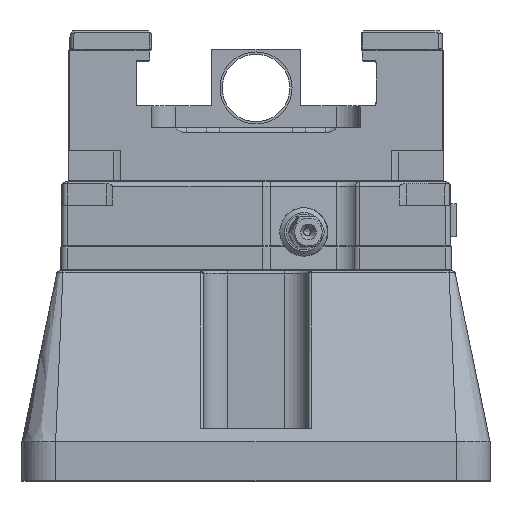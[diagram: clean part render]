
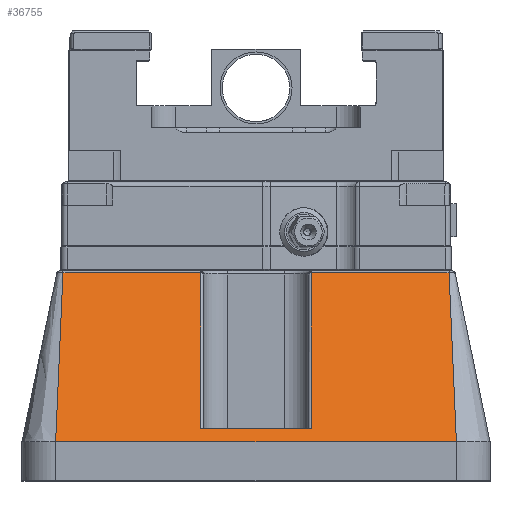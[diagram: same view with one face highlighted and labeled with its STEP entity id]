
A CAD part, front view. The second image highlights one B-rep face of the part: STEP entity #36755.
In plain terms, the highlighted planar face has unit normal (0, -0.907, 0.422).
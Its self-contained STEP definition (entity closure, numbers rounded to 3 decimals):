
#33967=CARTESIAN_POINT('',(-18.5,-98.769,-113.578));
#33968=VERTEX_POINT('',#33967);
#33976=CARTESIAN_POINT('',(-18.5,-122.908,-165.5));
#33977=VERTEX_POINT('',#33976);
#33978=CARTESIAN_POINT('',(-18.5,-122.908,-165.5));
#33979=DIRECTION('',(0.0,0.422,0.907));
#33980=VECTOR('',#33979,1.);
#33981=LINE('',#33978,#33980);
#33982=EDGE_CURVE('',#33977,#33968,#33981,.T.);
#34203=CARTESIAN_POINT('',(18.5,-98.769,-113.578));
#34204=VERTEX_POINT('',#34203);
#34228=CARTESIAN_POINT('',(18.5,-122.908,-165.5));
#34229=VERTEX_POINT('',#34228);
#34246=CARTESIAN_POINT('',(18.5,-98.769,-113.578));
#34247=DIRECTION('',(0.0,-0.422,-0.907));
#34248=VECTOR('',#34247,1.);
#34249=LINE('',#34246,#34248);
#34250=EDGE_CURVE('',#34204,#34229,#34249,.T.);
#34562=CARTESIAN_POINT('',(64.335,-98.769,-113.578));
#34563=VERTEX_POINT('',#34562);
#34564=CARTESIAN_POINT('',(64.335,-98.769,-113.578));
#34565=DIRECTION('',(-1.0,0.0,0.0));
#34566=VECTOR('',#34565,1.0);
#34567=LINE('',#34564,#34566);
#34568=EDGE_CURVE('',#34563,#34204,#34567,.T.);
#35025=CARTESIAN_POINT('',(-64.335,-98.769,-113.578));
#35026=VERTEX_POINT('',#35025);
#35027=CARTESIAN_POINT('',(-18.5,-98.769,-113.578));
#35028=DIRECTION('',(-1.0,0.0,0.0));
#35029=VECTOR('',#35028,1.0);
#35030=LINE('',#35027,#35029);
#35031=EDGE_CURVE('',#33968,#35026,#35030,.T.);
#35812=CARTESIAN_POINT('',(-18.5,-122.908,-165.5));
#35813=DIRECTION('',(1.0,0.0,0.0));
#35814=VECTOR('',#35813,1.0);
#35815=LINE('',#35812,#35814);
#35816=EDGE_CURVE('',#33977,#34229,#35815,.T.);
#35937=CARTESIAN_POINT('',(-66.791,-125.,-170.));
#35938=VERTEX_POINT('',#35937);
#35939=CARTESIAN_POINT('',(66.791,-125.,-170.));
#35940=VERTEX_POINT('',#35939);
#35941=CARTESIAN_POINT('',(-66.791,-125.,-170.));
#35942=DIRECTION('',(1.0,0.0,0.0));
#35943=VECTOR('',#35942,1.0);
#35944=LINE('',#35941,#35943);
#35945=EDGE_CURVE('',#35938,#35940,#35944,.T.);
#36558=CARTESIAN_POINT('',(-65.563,-111.884,-141.789));
#36559=DIRECTION('',(-0.039,-0.421,-0.906));
#36560=VECTOR('',#36559,1.);
#36561=LINE('',#36558,#36560);
#36562=EDGE_CURVE('',#35026,#35938,#36561,.T.);
#36620=CARTESIAN_POINT('',(65.563,-111.884,-141.789));
#36621=DIRECTION('',(-0.039,0.421,0.906));
#36622=VECTOR('',#36621,1.);
#36623=LINE('',#36620,#36622);
#36624=EDGE_CURVE('',#35940,#34563,#36623,.T.);
#36740=CARTESIAN_POINT('',(-73.47,-97.457,-110.757));
#36741=DIRECTION('',(0.0,-0.907,0.422));
#36742=DIRECTION('',(0.0,-0.422,-0.907));
#36743=AXIS2_PLACEMENT_3D('',#36740,#36741,#36742);
#36744=PLANE('',#36743);
#36745=ORIENTED_EDGE('',*,*,#35816,.F.);
#36746=ORIENTED_EDGE('',*,*,#33982,.T.);
#36747=ORIENTED_EDGE('',*,*,#35031,.T.);
#36748=ORIENTED_EDGE('',*,*,#36562,.T.);
#36749=ORIENTED_EDGE('',*,*,#35945,.T.);
#36750=ORIENTED_EDGE('',*,*,#36624,.T.);
#36751=ORIENTED_EDGE('',*,*,#34568,.T.);
#36752=ORIENTED_EDGE('',*,*,#34250,.T.);
#36753=EDGE_LOOP('',(#36745,#36746,#36747,#36748,#36749,#36750,#36751,#36752));
#36754=FACE_OUTER_BOUND('',#36753,.T.);
#36755=ADVANCED_FACE('',(#36754),#36744,.T.);
